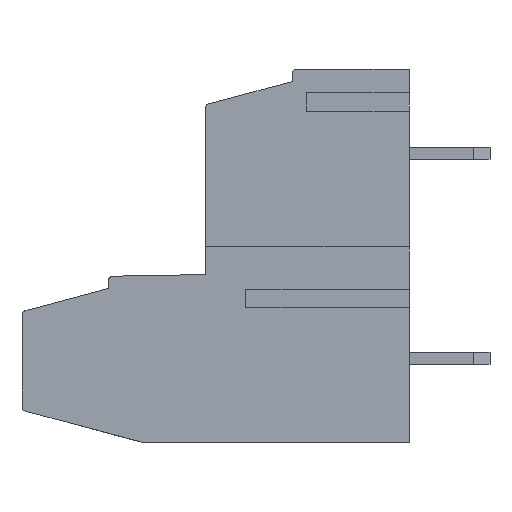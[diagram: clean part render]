
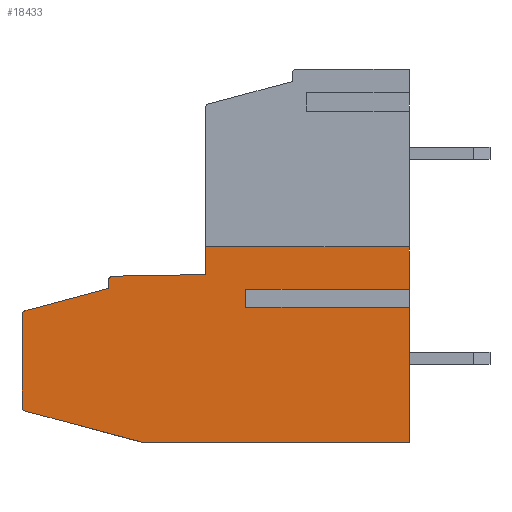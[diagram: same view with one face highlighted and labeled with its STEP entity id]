
A CAD part, left-side view. The second image highlights one B-rep face of the part: STEP entity #18433.
In plain terms, the highlighted planar face has unit normal (-1, 0, 0).
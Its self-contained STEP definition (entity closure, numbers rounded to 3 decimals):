
#264 = VECTOR ( 'NONE', #11599, 1000. ) ;
#353 = CARTESIAN_POINT ( 'NONE',  ( -2.5, 19.2, -4.19 ) ) ;
#572 = LINE ( 'NONE', #21014, #12796 ) ;
#670 = DIRECTION ( 'NONE',  ( 0., -1., 0. ) ) ;
#1097 = LINE ( 'NONE', #19503, #25789 ) ;
#1126 = CARTESIAN_POINT ( 'NONE',  ( -2.5, 13.2, -4.19 ) ) ;
#1181 = LINE ( 'NONE', #14135, #264 ) ;
#1211 = CARTESIAN_POINT ( 'NONE',  ( -2.5, 0., 5.51 ) ) ;
#2292 = EDGE_CURVE ( 'NONE', #18504, #9321, #10296, .T. ) ;
#2840 = ORIENTED_EDGE ( 'NONE', *, *, #10859, .T. ) ;
#3086 = DIRECTION ( 'NONE',  ( 0., 0., -1. ) ) ;
#3496 = CARTESIAN_POINT ( 'NONE',  ( -2.5, 14.703, 4.06 ) ) ;
#4275 = CARTESIAN_POINT ( 'NONE',  ( -2.5, 10.1, 4.14 ) ) ;
#4317 = CARTESIAN_POINT ( 'NONE',  ( -2.5, 14.9, 3.456 ) ) ;
#4351 = CARTESIAN_POINT ( 'NONE',  ( -2.5, 8.1, 3.236 ) ) ;
#4361 = LINE ( 'NONE', #32922, #22154 ) ;
#4558 = VECTOR ( 'NONE', #10804, 1000. ) ;
#5185 = LINE ( 'NONE', #7920, #6234 ) ;
#5500 = ORIENTED_EDGE ( 'NONE', *, *, #15441, .T. ) ;
#5740 = EDGE_CURVE ( 'NONE', #33239, #6017, #7906, .T. ) ;
#6017 = VERTEX_POINT ( 'NONE', #32827 ) ;
#6044 = ORIENTED_EDGE ( 'NONE', *, *, #25699, .T. ) ;
#6234 = VECTOR ( 'NONE', #18088, 1000. ) ;
#6491 = EDGE_CURVE ( 'NONE', #21706, #13447, #1097, .T. ) ;
#6670 = VERTEX_POINT ( 'NONE', #9447 ) ;
#6677 = EDGE_CURVE ( 'NONE', #13447, #20329, #8408, .T. ) ;
#7032 = ORIENTED_EDGE ( 'NONE', *, *, #19757, .T. ) ;
#7114 = ORIENTED_EDGE ( 'NONE', *, *, #17274, .F. ) ;
#7355 = VECTOR ( 'NONE', #21339, 1000. ) ;
#7526 = VECTOR ( 'NONE', #12260, 1000. ) ;
#7769 = ORIENTED_EDGE ( 'NONE', *, *, #21127, .F. ) ;
#7900 = CIRCLE ( 'NONE', #29586, 0.2 ) ;
#7906 = LINE ( 'NONE', #18076, #4558 ) ;
#7920 = CARTESIAN_POINT ( 'NONE',  ( -2.5, 19.2, 5.51 ) ) ;
#8096 = CARTESIAN_POINT ( 'NONE',  ( -2.5, 19.2, 2.304 ) ) ;
#8408 = LINE ( 'NONE', #33554, #7355 ) ;
#8557 = CARTESIAN_POINT ( 'NONE',  ( -2.5, 19.2, 2.151 ) ) ;
#8719 = CARTESIAN_POINT ( 'NONE',  ( -2.5, 14.9, 3.86 ) ) ;
#8879 = ORIENTED_EDGE ( 'NONE', *, *, #2292, .T. ) ;
#9048 = LINE ( 'NONE', #24648, #24746 ) ;
#9321 = VERTEX_POINT ( 'NONE', #8557 ) ;
#9447 = CARTESIAN_POINT ( 'NONE',  ( -2.5, 0., 3.236 ) ) ;
#9522 = DIRECTION ( 'NONE',  ( 0., 0., 1. ) ) ;
#10296 = CIRCLE ( 'NONE', #29276, 0.2 ) ;
#10417 = CARTESIAN_POINT ( 'NONE',  ( -2.5, 10.1, 5.51 ) ) ;
#10603 = FACE_OUTER_BOUND ( 'NONE', #25216, .T. ) ;
#10621 = VERTEX_POINT ( 'NONE', #27376 ) ;
#10804 = DIRECTION ( 'NONE',  ( 0., -1., 0. ) ) ;
#10859 = EDGE_CURVE ( 'NONE', #21706, #23963, #7900, .T. ) ;
#11599 = DIRECTION ( 'NONE',  ( 0., 0., -1. ) ) ;
#12260 = DIRECTION ( 'NONE',  ( 0., -0.966, 0.259 ) ) ;
#12548 = DIRECTION ( 'NONE',  ( 0., 0., -1. ) ) ;
#12572 = CARTESIAN_POINT ( 'NONE',  ( -2.5, 19., -2.429 ) ) ;
#12796 = VECTOR ( 'NONE', #31700, 1000. ) ;
#12818 = DIRECTION ( 'NONE',  ( 0., -1., 0. ) ) ;
#13056 = DIRECTION ( 'NONE',  ( 0., 0.966, 0.259 ) ) ;
#13120 = EDGE_CURVE ( 'NONE', #10621, #9321, #572, .T. ) ;
#13444 = CARTESIAN_POINT ( 'NONE',  ( -2.5, 8.1, 3.236 ) ) ;
#13447 = VERTEX_POINT ( 'NONE', #4275 ) ;
#13957 = AXIS2_PLACEMENT_3D ( 'NONE', #12572, #20238, #26008 ) ;
#14135 = CARTESIAN_POINT ( 'NONE',  ( -2.5, 8.1, 3.236 ) ) ;
#14370 = CARTESIAN_POINT ( 'NONE',  ( -2.5, 0., -4.19 ) ) ;
#14692 = ORIENTED_EDGE ( 'NONE', *, *, #27154, .F. ) ;
#15359 = CARTESIAN_POINT ( 'NONE',  ( -2.5, 19.2, -4.19 ) ) ;
#15376 = CARTESIAN_POINT ( 'NONE',  ( -2.5, 19., 2.151 ) ) ;
#15441 = EDGE_CURVE ( 'NONE', #24653, #28687, #17914, .T. ) ;
#15845 = EDGE_CURVE ( 'NONE', #6670, #26083, #4361, .T. ) ;
#16406 = ORIENTED_EDGE ( 'NONE', *, *, #6677, .F. ) ;
#16941 = DIRECTION ( 'NONE',  ( 0., 0., 1. ) ) ;
#17274 = EDGE_CURVE ( 'NONE', #20329, #26083, #5185, .T. ) ;
#17499 = ORIENTED_EDGE ( 'NONE', *, *, #15845, .T. ) ;
#17637 = CARTESIAN_POINT ( 'NONE',  ( -2.5, 14.7, 3.86 ) ) ;
#17914 = LINE ( 'NONE', #15359, #33480 ) ;
#17988 = LINE ( 'NONE', #20726, #26358 ) ;
#18076 = CARTESIAN_POINT ( 'NONE',  ( -2.5, 8.1, 2.7 ) ) ;
#18088 = DIRECTION ( 'NONE',  ( 0., -1., 0. ) ) ;
#18132 = DIRECTION ( 'NONE',  ( -1., 0., 0. ) ) ;
#18433 = ADVANCED_FACE ( 'NONE', ( #10603 ), #28775, .F. ) ;
#18477 = ORIENTED_EDGE ( 'NONE', *, *, #6491, .F. ) ;
#18504 = VERTEX_POINT ( 'NONE', #31134 ) ;
#18932 = EDGE_CURVE ( 'NONE', #24653, #26726, #17988, .T. ) ;
#19503 = CARTESIAN_POINT ( 'NONE',  ( -2.5, 14.9, 4.056 ) ) ;
#19642 = DIRECTION ( 'NONE',  ( 0., 0., 1. ) ) ;
#19757 = EDGE_CURVE ( 'NONE', #10621, #26726, #32946, .T. ) ;
#20238 = DIRECTION ( 'NONE',  ( -1., 0., 0. ) ) ;
#20329 = VERTEX_POINT ( 'NONE', #10417 ) ;
#20491 = CARTESIAN_POINT ( 'NONE',  ( -2.5, 8.1, 2.7 ) ) ;
#20726 = CARTESIAN_POINT ( 'NONE',  ( -2.5, 13.2, -4.19 ) ) ;
#21014 = CARTESIAN_POINT ( 'NONE',  ( -2.5, 19.2, -4.19 ) ) ;
#21127 = EDGE_CURVE ( 'NONE', #18504, #25742, #31343, .T. ) ;
#21339 = DIRECTION ( 'NONE',  ( 0., 0., 1. ) ) ;
#21706 = VERTEX_POINT ( 'NONE', #3496 ) ;
#21715 = DIRECTION ( 'NONE',  ( 0., -1., 0.017 ) ) ;
#22154 = VECTOR ( 'NONE', #16941, 1000. ) ;
#22289 = VERTEX_POINT ( 'NONE', #4351 ) ;
#22468 = EDGE_CURVE ( 'NONE', #25742, #23963, #29822, .T. ) ;
#23963 = VERTEX_POINT ( 'NONE', #8719 ) ;
#23973 = CARTESIAN_POINT ( 'NONE',  ( -2.5, 19.052, -2.622 ) ) ;
#24403 = ORIENTED_EDGE ( 'NONE', *, *, #5740, .F. ) ;
#24422 = ORIENTED_EDGE ( 'NONE', *, *, #18932, .F. ) ;
#24648 = CARTESIAN_POINT ( 'NONE',  ( -2.5, 0., -4.19 ) ) ;
#24653 = VERTEX_POINT ( 'NONE', #1126 ) ;
#24746 = VECTOR ( 'NONE', #9522, 1000. ) ;
#25216 = EDGE_LOOP ( 'NONE', ( #18477, #2840, #25466, #7769, #8879, #32095, #7032, #24422, #5500, #6044, #24403, #14692, #30956, #17499, #7114, #16406 ) ) ;
#25466 = ORIENTED_EDGE ( 'NONE', *, *, #22468, .F. ) ;
#25699 = EDGE_CURVE ( 'NONE', #28687, #6017, #9048, .T. ) ;
#25742 = VERTEX_POINT ( 'NONE', #28044 ) ;
#25789 = VECTOR ( 'NONE', #21715, 1000. ) ;
#26008 = DIRECTION ( 'NONE',  ( 0., 0., -1. ) ) ;
#26044 = LINE ( 'NONE', #13444, #27487 ) ;
#26070 = DIRECTION ( 'NONE',  ( 1., 0., 0. ) ) ;
#26083 = VERTEX_POINT ( 'NONE', #1211 ) ;
#26358 = VECTOR ( 'NONE', #13056, 1000. ) ;
#26726 = VERTEX_POINT ( 'NONE', #23973 ) ;
#27154 = EDGE_CURVE ( 'NONE', #22289, #33239, #1181, .T. ) ;
#27376 = CARTESIAN_POINT ( 'NONE',  ( -2.5, 19.2, -2.429 ) ) ;
#27484 = EDGE_CURVE ( 'NONE', #22289, #6670, #26044, .T. ) ;
#27487 = VECTOR ( 'NONE', #670, 1000. ) ;
#28044 = CARTESIAN_POINT ( 'NONE',  ( -2.5, 14.9, 3.456 ) ) ;
#28466 = DIRECTION ( 'NONE',  ( -1., 0., 0. ) ) ;
#28687 = VERTEX_POINT ( 'NONE', #14370 ) ;
#28775 = PLANE ( 'NONE',  #31213 ) ;
#29276 = AXIS2_PLACEMENT_3D ( 'NONE', #15376, #28466, #31159 ) ;
#29586 = AXIS2_PLACEMENT_3D ( 'NONE', #17637, #18132, #12548 ) ;
#29822 = LINE ( 'NONE', #4317, #29970 ) ;
#29970 = VECTOR ( 'NONE', #19642, 1000. ) ;
#30956 = ORIENTED_EDGE ( 'NONE', *, *, #27484, .T. ) ;
#31134 = CARTESIAN_POINT ( 'NONE',  ( -2.5, 19.052, 2.344 ) ) ;
#31159 = DIRECTION ( 'NONE',  ( 0., 0., -1. ) ) ;
#31213 = AXIS2_PLACEMENT_3D ( 'NONE', #353, #26070, #3086 ) ;
#31343 = LINE ( 'NONE', #8096, #7526 ) ;
#31700 = DIRECTION ( 'NONE',  ( 0., 0., 1. ) ) ;
#32095 = ORIENTED_EDGE ( 'NONE', *, *, #13120, .F. ) ;
#32827 = CARTESIAN_POINT ( 'NONE',  ( -2.5, 0., 2.7 ) ) ;
#32922 = CARTESIAN_POINT ( 'NONE',  ( -2.5, 0., -4.19 ) ) ;
#32946 = CIRCLE ( 'NONE', #13957, 0.2 ) ;
#33239 = VERTEX_POINT ( 'NONE', #20491 ) ;
#33480 = VECTOR ( 'NONE', #12818, 1000. ) ;
#33554 = CARTESIAN_POINT ( 'NONE',  ( -2.5, 10.1, 4.14 ) ) ;
